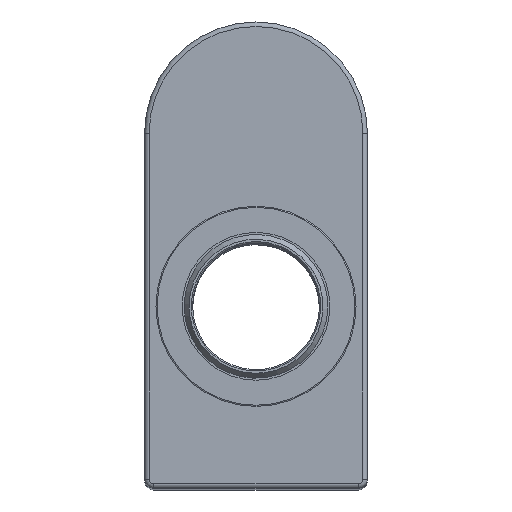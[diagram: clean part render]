
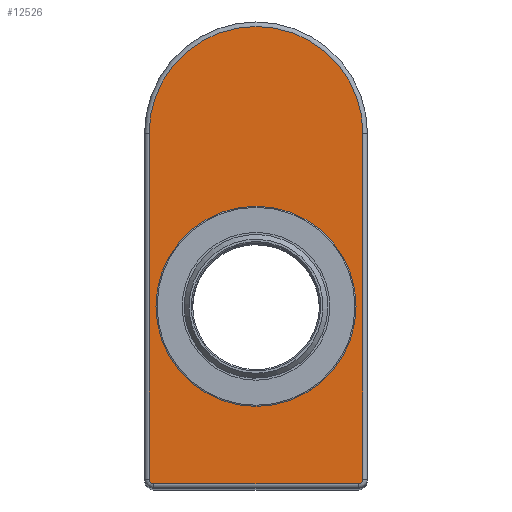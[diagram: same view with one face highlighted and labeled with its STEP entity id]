
A CAD part, top view. The second image highlights one B-rep face of the part: STEP entity #12526.
In plain terms, the highlighted planar face has unit normal (0, 0, 1).
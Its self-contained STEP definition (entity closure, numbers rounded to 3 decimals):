
#75 = EDGE_LOOP ( 'NONE', ( #272, #11267, #5443, #12976, #2117, #11019 ) ) ;
#134 = DIRECTION ( 'NONE',  ( 1., 0., 0. ) ) ;
#272 = ORIENTED_EDGE ( 'NONE', *, *, #1246, .T. ) ;
#390 = CIRCLE ( 'NONE', #2858, 1. ) ;
#514 = LINE ( 'NONE', #13432, #4842 ) ;
#641 = CIRCLE ( 'NONE', #12822, 1. ) ;
#810 = CARTESIAN_POINT ( 'NONE',  ( 23.5, -38., 225. ) ) ;
#1183 = DIRECTION ( 'NONE',  ( 0., 0., 1. ) ) ;
#1246 = EDGE_CURVE ( 'NONE', #9672, #6732, #390, .T. ) ;
#1294 = CARTESIAN_POINT ( 'NONE',  ( 22., 0., 225. ) ) ;
#1623 = CARTESIAN_POINT ( 'NONE',  ( 0., 0., 225. ) ) ;
#1660 = EDGE_CURVE ( 'NONE', #9755, #13720, #641, .T. ) ;
#1663 = LINE ( 'NONE', #12541, #4601 ) ;
#2117 = ORIENTED_EDGE ( 'NONE', *, *, #1660, .T. ) ;
#2172 = AXIS2_PLACEMENT_3D ( 'NONE', #11699, #1183, #134 ) ;
#2208 = CIRCLE ( 'NONE', #7632, 23.5 ) ;
#2838 = CARTESIAN_POINT ( 'NONE',  ( 23.5, 38., 225. ) ) ;
#2858 = AXIS2_PLACEMENT_3D ( 'NONE', #8877, #13186, #13316 ) ;
#2897 = DIRECTION ( 'NONE',  ( 1., 0., 0. ) ) ;
#3174 = DIRECTION ( 'NONE',  ( 1., 0., 0. ) ) ;
#3228 = VECTOR ( 'NONE', #7907, 1000. ) ;
#3263 = CARTESIAN_POINT ( 'NONE',  ( 22.5, -39., 225. ) ) ;
#3661 = EDGE_CURVE ( 'NONE', #13288, #12324, #2208, .T. ) ;
#3752 = DIRECTION ( 'NONE',  ( 1., 0., 0. ) ) ;
#3794 = CARTESIAN_POINT ( 'NONE',  ( -22.5, -39., 225. ) ) ;
#4598 = VERTEX_POINT ( 'NONE', #1294 ) ;
#4601 = VECTOR ( 'NONE', #4750, 1000. ) ;
#4636 = CIRCLE ( 'NONE', #2172, 22. ) ;
#4718 = CARTESIAN_POINT ( 'NONE',  ( -23.5, 38., 225. ) ) ;
#4750 = DIRECTION ( 'NONE',  ( 0., -1., 0. ) ) ;
#4810 = AXIS2_PLACEMENT_3D ( 'NONE', #1623, #12580, #2897 ) ;
#4842 = VECTOR ( 'NONE', #3752, 1000. ) ;
#5443 = ORIENTED_EDGE ( 'NONE', *, *, #3661, .T. ) ;
#6636 = DIRECTION ( 'NONE',  ( 0., 0., 1. ) ) ;
#6732 = VERTEX_POINT ( 'NONE', #810 ) ;
#6884 = ORIENTED_EDGE ( 'NONE', *, *, #9207, .F. ) ;
#7253 = EDGE_CURVE ( 'NONE', #6732, #13288, #11235, .T. ) ;
#7632 = AXIS2_PLACEMENT_3D ( 'NONE', #12928, #6636, #3174 ) ;
#7746 = EDGE_CURVE ( 'NONE', #12324, #9755, #1663, .T. ) ;
#7907 = DIRECTION ( 'NONE',  ( 0., 1., 0. ) ) ;
#7929 = CARTESIAN_POINT ( 'NONE',  ( -22.5, -38., 225. ) ) ;
#8078 = DIRECTION ( 'NONE',  ( 0., 0., 1. ) ) ;
#8877 = CARTESIAN_POINT ( 'NONE',  ( 22.5, -38., 225. ) ) ;
#9207 = EDGE_CURVE ( 'NONE', #4598, #4598, #4636, .T. ) ;
#9672 = VERTEX_POINT ( 'NONE', #3263 ) ;
#9755 = VERTEX_POINT ( 'NONE', #10889 ) ;
#10345 = EDGE_LOOP ( 'NONE', ( #6884 ) ) ;
#10889 = CARTESIAN_POINT ( 'NONE',  ( -23.5, -38., 225. ) ) ;
#11019 = ORIENTED_EDGE ( 'NONE', *, *, #13126, .T. ) ;
#11089 = CARTESIAN_POINT ( 'NONE',  ( 23.5, 38., 225. ) ) ;
#11235 = LINE ( 'NONE', #11089, #3228 ) ;
#11267 = ORIENTED_EDGE ( 'NONE', *, *, #7253, .T. ) ;
#11293 = PLANE ( 'NONE',  #4810 ) ;
#11529 = DIRECTION ( 'NONE',  ( 1., 0., 0. ) ) ;
#11699 = CARTESIAN_POINT ( 'NONE',  ( 0., 0., 225. ) ) ;
#12324 = VERTEX_POINT ( 'NONE', #4718 ) ;
#12502 = FACE_BOUND ( 'NONE', #10345, .T. ) ;
#12526 = ADVANCED_FACE ( 'NONE', ( #13546, #12502 ), #11293, .T. ) ;
#12541 = CARTESIAN_POINT ( 'NONE',  ( -23.5, -38., 225. ) ) ;
#12580 = DIRECTION ( 'NONE',  ( 0., 0., 1. ) ) ;
#12822 = AXIS2_PLACEMENT_3D ( 'NONE', #7929, #8078, #11529 ) ;
#12928 = CARTESIAN_POINT ( 'NONE',  ( 0., 38., 225. ) ) ;
#12976 = ORIENTED_EDGE ( 'NONE', *, *, #7746, .T. ) ;
#13126 = EDGE_CURVE ( 'NONE', #13720, #9672, #514, .T. ) ;
#13186 = DIRECTION ( 'NONE',  ( 0., 0., 1. ) ) ;
#13288 = VERTEX_POINT ( 'NONE', #2838 ) ;
#13316 = DIRECTION ( 'NONE',  ( 1., 0., 0. ) ) ;
#13432 = CARTESIAN_POINT ( 'NONE',  ( 22.5, -39., 225. ) ) ;
#13546 = FACE_OUTER_BOUND ( 'NONE', #75, .T. ) ;
#13720 = VERTEX_POINT ( 'NONE', #3794 ) ;
